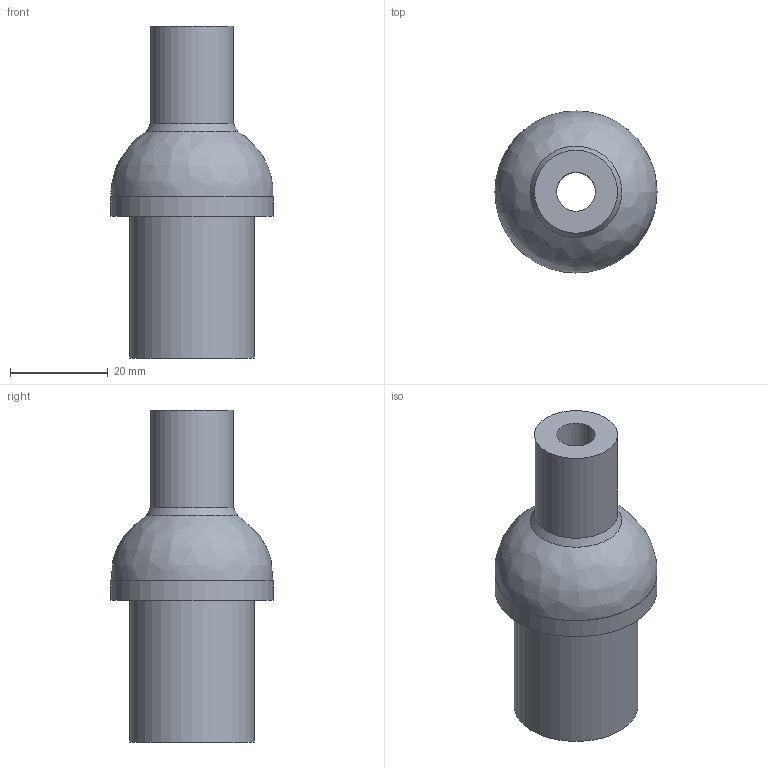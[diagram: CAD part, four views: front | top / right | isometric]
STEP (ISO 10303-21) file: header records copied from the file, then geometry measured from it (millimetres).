
FILE_DESCRIPTION(('FreeCAD Model'),'2;1');
FILE_NAME('Open CASCADE Shape Model','2021-12-28T05:25:43',('Author'),( ''),'Open CASCADE STEP processor 7.5','FreeCAD','Unknown');
FILE_SCHEMA(('AUTOMOTIVE_DESIGN { 1 0 10303 214 1 1 1 1 }'));
Length unit declared in the file: millimetre
Products named in the file (1): Fusion002
Bounding box: 33.2 x 33.2 x 68 mm (x, y, z)
Volume: 25485.3 mm3; surface area: 8628.6 mm2
Topology: 1 solids, 1 shells, 12 faces, 20 edges, 12 vertices
Faces by surface type: cylinder 5, plane 4, cone 2, bspline 1
Full cylindrical faces by diameter (mm): 8 x1, 14.5 x1, 17 x1, 25.4 x1, 33.2 x1
Entity records: 1585 total; most frequent: CARTESIAN_POINT 1129, DIRECTION 83, ORIENTED_EDGE 40, PCURVE 40, DEFINITIONAL_REPRESENTATION 40, LINE 31, VECTOR 31, AXIS2_PLACEMENT_3D 22
